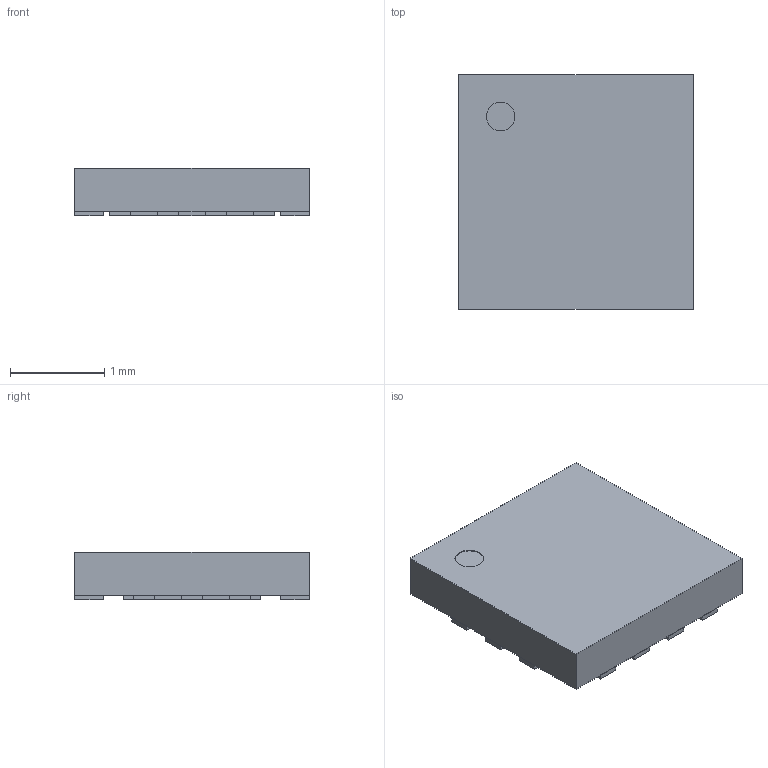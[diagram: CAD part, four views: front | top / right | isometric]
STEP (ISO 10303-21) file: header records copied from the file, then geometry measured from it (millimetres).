
FILE_DESCRIPTION (( 'STEP AP214' ), '1' );
FILE_NAME ('WQFN14D2_5E2_5e0_5.STEP', '2021-12-29T09:07:40', ( 'boksop' ), ( '' ), 'SwSTEP 2.0', 'SolidWorks 2020', '' );
FILE_SCHEMA (( 'AUTOMOTIVE_DESIGN' ));
Length unit declared in the file: millimetre
Products named in the file (1): WQFN14D2_5E2_5e0_5
Bounding box: 2.49 x 2.49 x 0.51 mm (x, y, z)
Volume: 3 mm3; surface area: 24.2 mm2
Topology: 16 solids, 16 shells, 113 faces, 240 edges, 160 vertices
Faces by surface type: plane 113
Entity records: 3330 total; most frequent: CARTESIAN_POINT 514, ORIENTED_EDGE 480, DIRECTION 468, EDGE_CURVE 240, LINE 240, VECTOR 240, VERTEX_POINT 160, EDGE_LOOP 114
